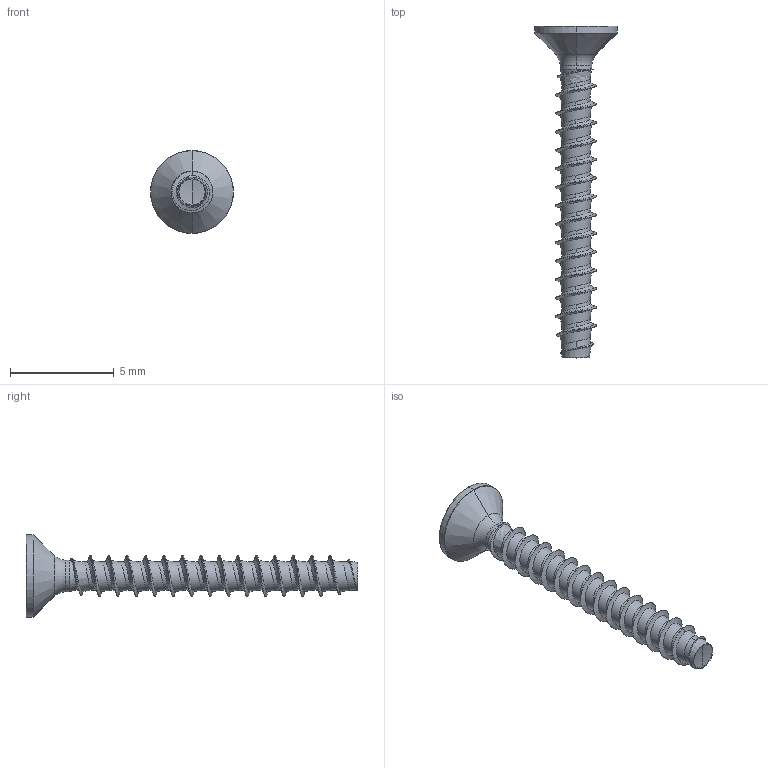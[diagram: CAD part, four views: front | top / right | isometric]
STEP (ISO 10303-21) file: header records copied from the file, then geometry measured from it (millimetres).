
FILE_DESCRIPTION (( 'STEP AP203' ), '1' );
FILE_NAME ('STP330200160.STEP', '2017-08-15T15:12:46', ( '' ), ( '' ), 'SwSTEP 2.0', 'SolidWorks 2015', '' );
FILE_SCHEMA (( 'CONFIG_CONTROL_DESIGN' ));
Length unit declared in the file: millimetre
Products named in the file (1): STP330200160
Bounding box: 4 x 16 x 4 mm (x, y, z)
Volume: 35.9 mm3; surface area: 138 mm2
Topology: 1 solids, 1 shells, 194 faces, 449 edges, 257 vertices
Faces by surface type: cylinder 78, bspline 51, sphere 26, plane 22, cone 11, torus 6
Entity records: 22095 total; most frequent: CARTESIAN_POINT 18153, ORIENTED_EDGE 894, DIRECTION 705, EDGE_CURVE 447, AXIS2_PLACEMENT_3D 286, VERTEX_POINT 257, EDGE_LOOP 196, ADVANCED_FACE 194
